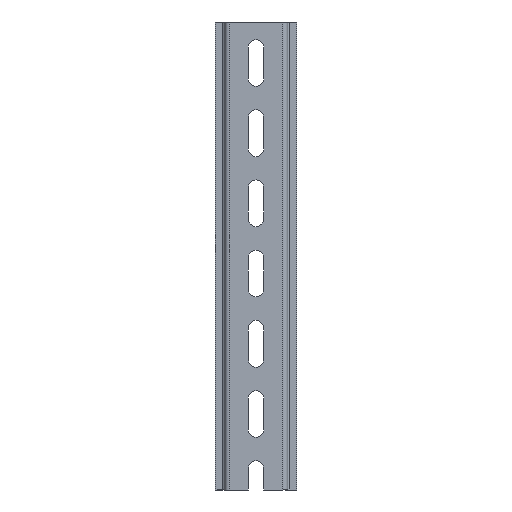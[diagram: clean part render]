
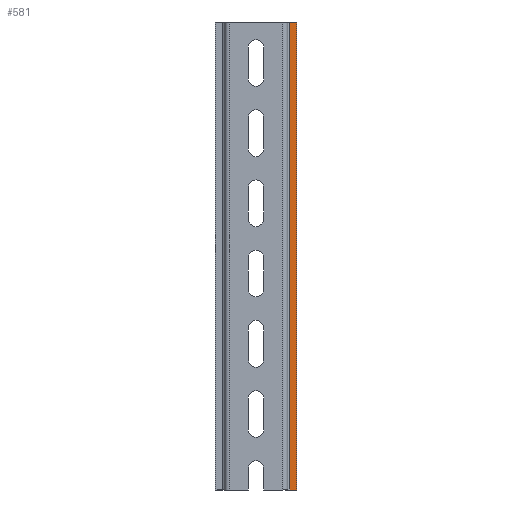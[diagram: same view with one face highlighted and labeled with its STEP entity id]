
A CAD part, front view. The second image highlights one B-rep face of the part: STEP entity #581.
In plain terms, the highlighted planar face has unit normal (0, -1, 0).
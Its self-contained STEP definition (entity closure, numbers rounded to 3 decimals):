
#51 = EDGE_CURVE ( '������10', #259, #1094, #122, .T. ) ;
#97 = EDGE_CURVE ( '������33', #1094, #733, #310, .T. ) ;
#111 = EDGE_CURVE ( '������12', #436, #733, #663, .T. ) ;
#122 = LINE ( 'NONE', #885, #772 ) ;
#162 = DIRECTION ( 'NONE',  ( 1., 0., 0. ) ) ;
#248 = CARTESIAN_POINT ( 'NONE',  ( 17.5, 6.5, 100. ) ) ;
#259 = VERTEX_POINT ( 'NONE', #1300 ) ;
#306 = ORIENTED_EDGE ( 'NONE', *, *, #111, .F. ) ;
#310 = LINE ( 'NONE', #811, #1113 ) ;
#316 = DIRECTION ( 'NONE',  ( 0., 0., -1. ) ) ;
#330 = VECTOR ( 'NONE', #1637, 1000. ) ;
#436 = VERTEX_POINT ( 'NONE', #248 ) ;
#581 = ADVANCED_FACE ( '�����7', ( #904 ), #1840, .F. ) ;
#582 = ORIENTED_EDGE ( 'NONE', *, *, #97, .T. ) ;
#603 = CARTESIAN_POINT ( 'NONE',  ( 14.5, 6.5, -100. ) ) ;
#663 = LINE ( 'NONE', #1680, #807 ) ;
#721 = CARTESIAN_POINT ( 'NONE',  ( 13.5, 6.5, 100. ) ) ;
#733 = VERTEX_POINT ( 'NONE', #1878 ) ;
#772 = VECTOR ( 'NONE', #1485, 1000. ) ;
#807 = VECTOR ( 'NONE', #316, 1000. ) ;
#811 = CARTESIAN_POINT ( 'NONE',  ( 13.5, 6.5, -100. ) ) ;
#885 = CARTESIAN_POINT ( 'NONE',  ( 14.5, 6.5, -100. ) ) ;
#904 = FACE_OUTER_BOUND ( 'NONE', #1634, .T. ) ;
#1094 = VERTEX_POINT ( 'NONE', #603 ) ;
#1113 = VECTOR ( 'NONE', #162, 1000. ) ;
#1233 = DIRECTION ( 'NONE',  ( 0., 0., 1. ) ) ;
#1267 = EDGE_CURVE ( 'NONE', #436, #259, #1928, .T. ) ;
#1298 = ORIENTED_EDGE ( 'NONE', *, *, #51, .T. ) ;
#1300 = CARTESIAN_POINT ( 'NONE',  ( 14.5, 6.5, 100. ) ) ;
#1485 = DIRECTION ( 'NONE',  ( 0., 0., -1. ) ) ;
#1512 = DIRECTION ( 'NONE',  ( 0., 1., 0. ) ) ;
#1521 = CARTESIAN_POINT ( 'NONE',  ( 13.5, 6.5, 100. ) ) ;
#1618 = ORIENTED_EDGE ( 'NONE', *, *, #1267, .T. ) ;
#1634 = EDGE_LOOP ( 'NONE', ( #1618, #1298, #582, #306 ) ) ;
#1637 = DIRECTION ( 'NONE',  ( -1., 0., 0. ) ) ;
#1680 = CARTESIAN_POINT ( 'NONE',  ( 17.5, 6.5, 100. ) ) ;
#1840 = PLANE ( 'NONE',  #1884 ) ;
#1878 = CARTESIAN_POINT ( 'NONE',  ( 17.5, 6.5, -100. ) ) ;
#1884 = AXIS2_PLACEMENT_3D ( 'NONE', #1521, #1512, #1233 ) ;
#1928 = LINE ( 'NONE', #721, #330 ) ;
